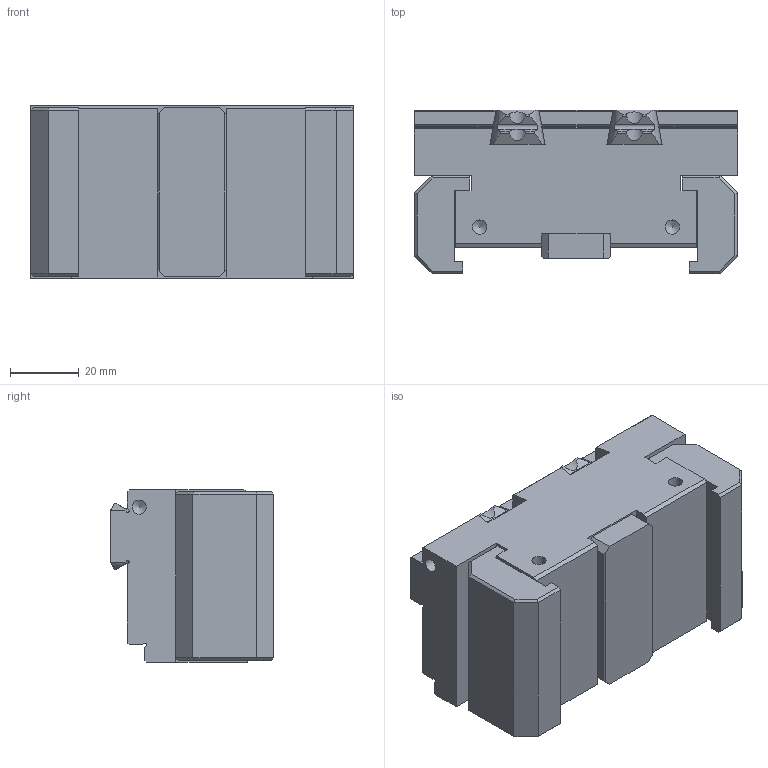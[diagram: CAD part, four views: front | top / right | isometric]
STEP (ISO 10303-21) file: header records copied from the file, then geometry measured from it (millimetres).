
FILE_DESCRIPTION((''),'2;1');
FILE_NAME('300-0094-001-Kunde.stp','2011-01-28T08:32:02',('maier'),(''),'Autodesk Inventor 2010','Autodesk Inventor 2010','');
FILE_SCHEMA(('AUTOMOTIVE_DESIGN { 1 0 10303 214 1 1 1 1 }'));
Length unit declared in the file: millimetre
Products named in the file (1): 300-0094-001-Kunde
Bounding box: 94 x 47.54 x 50 mm (x, y, z)
Volume: 172212 mm3; surface area: 32052.1 mm2
Topology: 1 solids, 1 shells, 205 faces, 593 edges, 387 vertices
Faces by surface type: plane 164, cylinder 20, bspline 12, cone 9
Full cylindrical faces by diameter (mm): 4.134 x1
Entity records: 6979 total; most frequent: CARTESIAN_POINT 1432, ORIENTED_EDGE 1156, DIRECTION 1032, EDGE_CURVE 578, VECTOR 456, LINE 456, VERTEX_POINT 380, AXIS2_PLACEMENT_3D 288
